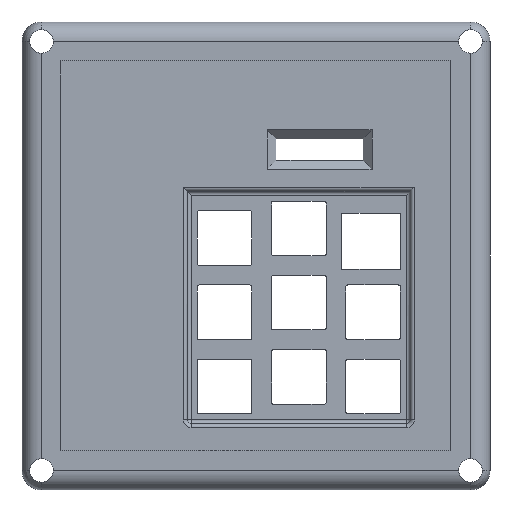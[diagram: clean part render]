
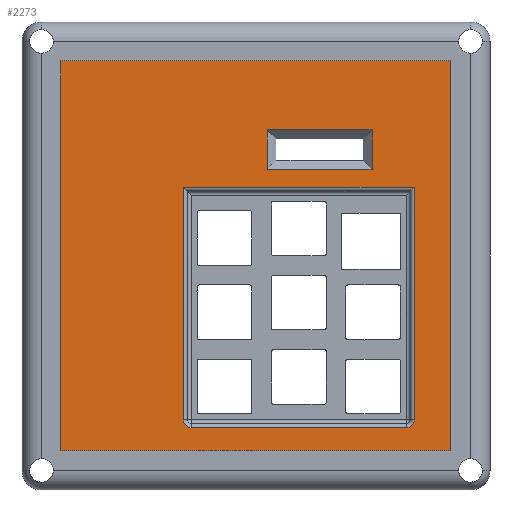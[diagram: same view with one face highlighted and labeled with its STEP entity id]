
A CAD part, top view. The second image highlights one B-rep face of the part: STEP entity #2273.
In plain terms, the highlighted planar face has unit normal (0, 0, 1).
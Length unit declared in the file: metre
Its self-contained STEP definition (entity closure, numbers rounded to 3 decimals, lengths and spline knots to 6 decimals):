
#102=CIRCLE('',#2431,0.002);
#103=CIRCLE('',#2432,0.002);
#272=ORIENTED_EDGE('',*,*,#930,.T.);
#273=ORIENTED_EDGE('',*,*,#931,.T.);
#274=ORIENTED_EDGE('',*,*,#932,.T.);
#275=ORIENTED_EDGE('',*,*,#933,.T.);
#276=ORIENTED_EDGE('',*,*,#934,.F.);
#277=ORIENTED_EDGE('',*,*,#935,.T.);
#278=ORIENTED_EDGE('',*,*,#936,.T.);
#279=ORIENTED_EDGE('',*,*,#937,.T.);
#280=ORIENTED_EDGE('',*,*,#938,.F.);
#281=ORIENTED_EDGE('',*,*,#939,.T.);
#282=ORIENTED_EDGE('',*,*,#940,.F.);
#283=ORIENTED_EDGE('',*,*,#941,.T.);
#284=ORIENTED_EDGE('',*,*,#942,.T.);
#285=ORIENTED_EDGE('',*,*,#943,.F.);
#930=EDGE_CURVE('',#1256,#1257,#1464,.T.);
#931=EDGE_CURVE('',#1257,#1258,#1465,.T.);
#932=EDGE_CURVE('',#1258,#1259,#1466,.T.);
#933=EDGE_CURVE('',#1259,#1256,#1467,.T.);
#934=EDGE_CURVE('',#1260,#1261,#102,.T.);
#935=EDGE_CURVE('',#1260,#1262,#1468,.T.);
#936=EDGE_CURVE('',#1262,#1263,#1469,.T.);
#937=EDGE_CURVE('',#1263,#1264,#1470,.F.);
#938=EDGE_CURVE('',#1265,#1264,#103,.T.);
#939=EDGE_CURVE('',#1265,#1261,#1471,.F.);
#940=EDGE_CURVE('',#1266,#1267,#1472,.T.);
#941=EDGE_CURVE('',#1266,#1268,#1473,.T.);
#942=EDGE_CURVE('',#1268,#1269,#1474,.T.);
#943=EDGE_CURVE('',#1267,#1269,#1475,.T.);
#1256=VERTEX_POINT('',#3481);
#1257=VERTEX_POINT('',#3482);
#1258=VERTEX_POINT('',#3484);
#1259=VERTEX_POINT('',#3486);
#1260=VERTEX_POINT('',#3489);
#1261=VERTEX_POINT('',#3490);
#1262=VERTEX_POINT('',#3492);
#1263=VERTEX_POINT('',#3494);
#1264=VERTEX_POINT('',#3496);
#1265=VERTEX_POINT('',#3498);
#1266=VERTEX_POINT('',#3501);
#1267=VERTEX_POINT('',#3502);
#1268=VERTEX_POINT('',#3504);
#1269=VERTEX_POINT('',#3506);
#1464=LINE('',#3480,#1690);
#1465=LINE('',#3483,#1691);
#1466=LINE('',#3485,#1692);
#1467=LINE('',#3487,#1693);
#1468=LINE('',#3491,#1694);
#1469=LINE('',#3493,#1695);
#1470=LINE('',#3495,#1696);
#1471=LINE('',#3499,#1697);
#1472=LINE('',#3500,#1698);
#1473=LINE('',#3503,#1699);
#1474=LINE('',#3505,#1700);
#1475=LINE('',#3507,#1701);
#1690=VECTOR('',#2739,1.);
#1691=VECTOR('',#2740,1.);
#1692=VECTOR('',#2741,1.);
#1693=VECTOR('',#2742,1.);
#1694=VECTOR('',#2745,1.);
#1695=VECTOR('',#2746,1.);
#1696=VECTOR('',#2747,1.);
#1697=VECTOR('',#2750,1.);
#1698=VECTOR('',#2751,1.);
#1699=VECTOR('',#2752,1.);
#1700=VECTOR('',#2753,1.);
#1701=VECTOR('',#2754,1.);
#1900=EDGE_LOOP('',(#272,#273,#274,#275));
#1901=EDGE_LOOP('',(#276,#277,#278,#279,#280,#281));
#1902=EDGE_LOOP('',(#282,#283,#284,#285));
#2056=FACE_BOUND('',#1900,.T.);
#2057=FACE_BOUND('',#1901,.T.);
#2058=FACE_BOUND('',#1902,.T.);
#2199=PLANE('',#2430);
#2273=ADVANCED_FACE('',(#2056,#2057,#2058),#2199,.T.);
#2430=AXIS2_PLACEMENT_3D('',#3479,#2737,#2738);
#2431=AXIS2_PLACEMENT_3D('',#3488,#2743,#2744);
#2432=AXIS2_PLACEMENT_3D('',#3497,#2748,#2749);
#2737=DIRECTION('',(0.,0.,1.));
#2738=DIRECTION('',(1.,0.,0.));
#2739=DIRECTION('',(-1.,0.,0.));
#2740=DIRECTION('',(0.,1.,0.));
#2741=DIRECTION('',(1.,0.,0.));
#2742=DIRECTION('',(0.,-1.,0.));
#2743=DIRECTION('',(0.,0.,1.));
#2744=DIRECTION('',(1.,0.,0.));
#2745=DIRECTION('',(0.,1.,0.));
#2746=DIRECTION('',(1.,0.,0.));
#2747=DIRECTION('',(0.,1.,0.));
#2748=DIRECTION('',(0.,0.,1.));
#2749=DIRECTION('',(1.,0.,0.));
#2750=DIRECTION('',(1.,0.,0.));
#2751=DIRECTION('',(1.,0.,0.));
#2752=DIRECTION('',(0.,-1.,0.));
#2753=DIRECTION('',(1.,0.,0.));
#2754=DIRECTION('',(0.,-1.,0.));
#3479=CARTESIAN_POINT('',(-0.010979,0.013187,0.0015));
#3480=CARTESIAN_POINT('',(-0.005864,0.035426,0.0015));
#3481=CARTESIAN_POINT('',(0.01877,0.035426,0.0015));
#3482=CARTESIAN_POINT('',(-0.008114,0.035426,0.0015));
#3483=CARTESIAN_POINT('',(-0.008114,0.04326,0.0015));
#3484=CARTESIAN_POINT('',(-0.008114,0.04551,0.0015));
#3485=CARTESIAN_POINT('',(-0.010979,0.04551,0.0015));
#3486=CARTESIAN_POINT('',(0.01877,0.04551,0.0015));
#3487=CARTESIAN_POINT('',(0.01877,0.013187,0.0015));
#3488=CARTESIAN_POINT('',(-0.027575,-0.028813,0.0015));
#3489=CARTESIAN_POINT('',(-0.029575,-0.028813,0.0015));
#3490=CARTESIAN_POINT('',(-0.027575,-0.030813,0.0015));
#3491=CARTESIAN_POINT('',(-0.029575,0.029813,0.0015));
#3492=CARTESIAN_POINT('',(-0.029575,0.030813,0.0015));
#3493=CARTESIAN_POINT('',(0.028575,0.030813,0.0015));
#3494=CARTESIAN_POINT('',(0.029575,0.030813,0.0015));
#3495=CARTESIAN_POINT('',(0.029575,0.013187,0.0015));
#3496=CARTESIAN_POINT('',(0.029575,-0.028813,0.0015));
#3497=CARTESIAN_POINT('',(0.027575,-0.028813,0.0015));
#3498=CARTESIAN_POINT('',(0.027575,-0.030813,0.0015));
#3499=CARTESIAN_POINT('',(-0.010979,-0.030813,0.0015));
#3500=CARTESIAN_POINT('',(-0.010979,0.063187,0.0015));
#3501=CARTESIAN_POINT('',(-0.060979,0.063187,0.0015));
#3502=CARTESIAN_POINT('',(0.039021,0.063187,0.0015));
#3503=CARTESIAN_POINT('',(-0.060979,0.013187,0.0015));
#3504=CARTESIAN_POINT('',(-0.060979,-0.036813,0.0015));
#3505=CARTESIAN_POINT('',(-0.010979,-0.036813,0.0015));
#3506=CARTESIAN_POINT('',(0.039021,-0.036813,0.0015));
#3507=CARTESIAN_POINT('',(0.039021,0.013187,0.0015));
